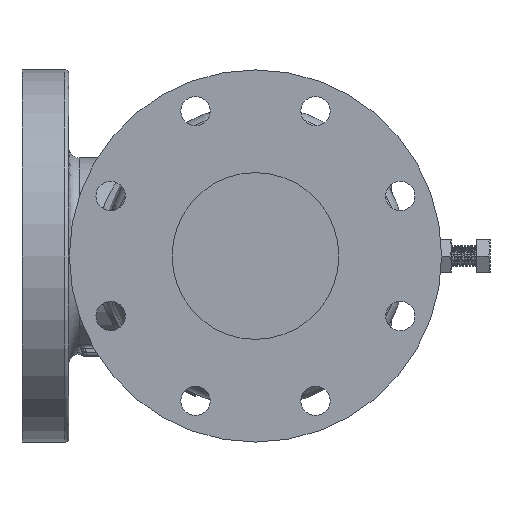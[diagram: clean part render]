
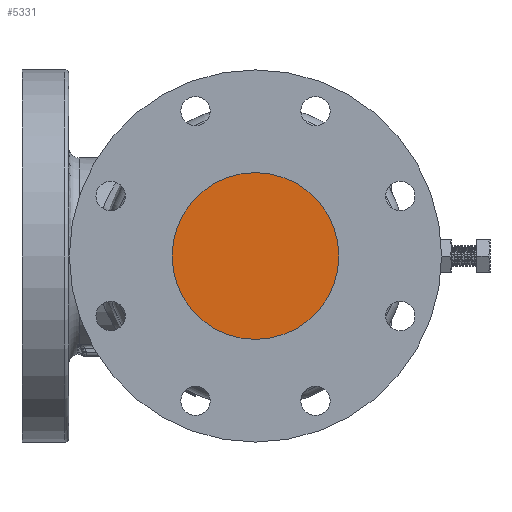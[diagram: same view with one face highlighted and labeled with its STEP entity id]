
A CAD part, left-side view. The second image highlights one B-rep face of the part: STEP entity #5331.
In plain terms, the highlighted planar face has unit normal (-1, 0, 0).
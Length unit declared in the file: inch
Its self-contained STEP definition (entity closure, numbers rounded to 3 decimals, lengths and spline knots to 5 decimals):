
#4856 = VERTEX_POINT ( 'NONE', #66586 ) ;
#5331 = ADVANCED_FACE ( 'NONE', ( #32827 ), #58282, .T. ) ;
#7397 = AXIS2_PLACEMENT_3D ( 'NONE', #55740, #22212, #61359 ) ;
#10066 = AXIS2_PLACEMENT_3D ( 'NONE', #13764, #52908, #19396 ) ;
#13764 = CARTESIAN_POINT ( 'NONE',  ( -8.77953, 0., 0. ) ) ;
#19396 = DIRECTION ( 'NONE',  ( 0., -1., 0. ) ) ;
#20072 = ORIENTED_EDGE ( 'NONE', *, *, #27320, .T. ) ;
#22212 = DIRECTION ( 'NONE',  ( -1., 0., 0. ) ) ;
#24707 = CIRCLE ( 'NONE', #7397, 2.46063 ) ;
#26246 = CARTESIAN_POINT ( 'NONE',  ( -8.77953, 0., 0. ) ) ;
#27320 = EDGE_CURVE ( 'NONE', #69721, #4856, #49983, .T. ) ;
#27518 = ORIENTED_EDGE ( 'NONE', *, *, #29982, .T. ) ;
#29982 = EDGE_CURVE ( 'NONE', #4856, #69721, #24707, .T. ) ;
#31869 = DIRECTION ( 'NONE',  ( 0., -1., 0. ) ) ;
#32827 = FACE_OUTER_BOUND ( 'NONE', #43606, .T. ) ;
#42875 = AXIS2_PLACEMENT_3D ( 'NONE', #26246, #65390, #31869 ) ;
#43606 = EDGE_LOOP ( 'NONE', ( #20072, #27518 ) ) ;
#49983 = CIRCLE ( 'NONE', #42875, 2.46063 ) ;
#52908 = DIRECTION ( 'NONE',  ( -1., 0., 0. ) ) ;
#54033 = CARTESIAN_POINT ( 'NONE',  ( -8.77953, -2.46063, 0. ) ) ;
#55740 = CARTESIAN_POINT ( 'NONE',  ( -8.77953, 0., 0. ) ) ;
#58282 = PLANE ( 'NONE',  #10066 ) ;
#61359 = DIRECTION ( 'NONE',  ( 0., -1., 0. ) ) ;
#65390 = DIRECTION ( 'NONE',  ( -1., 0., 0. ) ) ;
#66586 = CARTESIAN_POINT ( 'NONE',  ( -8.77953, 2.46063, 0. ) ) ;
#69721 = VERTEX_POINT ( 'NONE', #54033 ) ;
